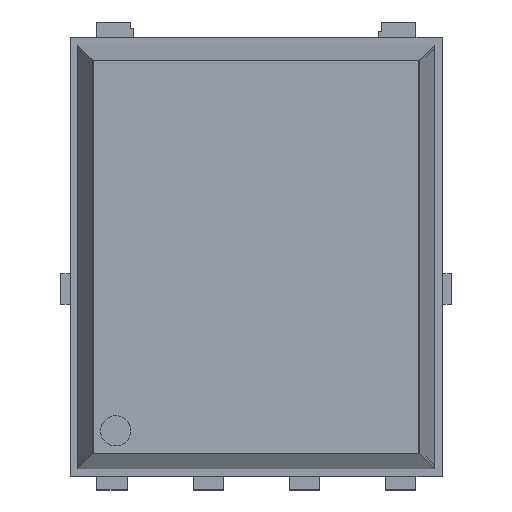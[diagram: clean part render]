
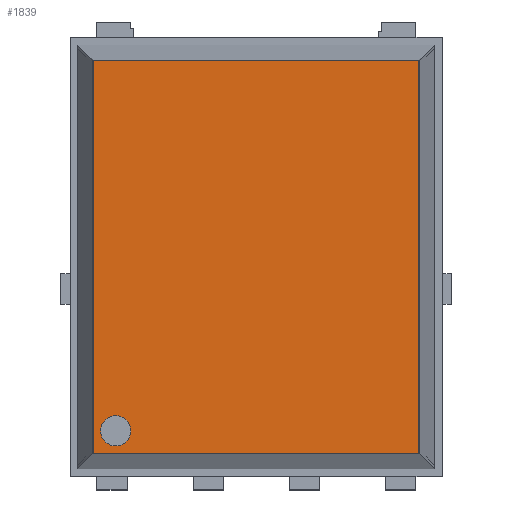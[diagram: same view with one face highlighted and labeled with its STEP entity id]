
A CAD part, top view. The second image highlights one B-rep face of the part: STEP entity #1839.
In plain terms, the highlighted planar face has unit normal (0, 0, 1).
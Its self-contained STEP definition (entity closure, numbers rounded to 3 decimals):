
#86 = DIRECTION ( 'NONE',  ( 0., -1., 0. ) ) ;
#203 = VERTEX_POINT ( 'NONE', #2041 ) ;
#234 = CARTESIAN_POINT ( 'NONE',  ( 2.15, -2.597, 0.12 ) ) ;
#278 = PLANE ( 'NONE',  #400 ) ;
#301 = DIRECTION ( 'NONE',  ( 0., 0., -1. ) ) ;
#306 = ORIENTED_EDGE ( 'NONE', *, *, #1067, .T. ) ;
#399 = CARTESIAN_POINT ( 'NONE',  ( -2.15, -2.597, 0.12 ) ) ;
#400 = AXIS2_PLACEMENT_3D ( 'NONE', #691, #301, #86 ) ;
#447 = VECTOR ( 'NONE', #1380, 1000. ) ;
#564 = LINE ( 'NONE', #1419, #447 ) ;
#678 = LINE ( 'NONE', #1315, #2303 ) ;
#682 = EDGE_CURVE ( 'NONE', #1865, #1146, #1920, .T. ) ;
#691 = CARTESIAN_POINT ( 'NONE',  ( -2.15, 2.597, 0.12 ) ) ;
#711 = CARTESIAN_POINT ( 'NONE',  ( -2.15, 2.597, 0.12 ) ) ;
#1049 = DIRECTION ( 'NONE',  ( 0., -1., 0. ) ) ;
#1067 = EDGE_CURVE ( 'NONE', #203, #1865, #678, .T. ) ;
#1112 = FACE_OUTER_BOUND ( 'NONE', #1645, .T. ) ;
#1146 = VERTEX_POINT ( 'NONE', #399 ) ;
#1287 = EDGE_CURVE ( 'NONE', #1146, #1599, #2577, .T. ) ;
#1315 = CARTESIAN_POINT ( 'NONE',  ( 2.15, 2.597, 0.12 ) ) ;
#1380 = DIRECTION ( 'NONE',  ( 0., 1., 0. ) ) ;
#1419 = CARTESIAN_POINT ( 'NONE',  ( 2.15, -2.597, 0.12 ) ) ;
#1599 = VERTEX_POINT ( 'NONE', #234 ) ;
#1645 = EDGE_LOOP ( 'NONE', ( #2290, #2027, #306, #2332 ) ) ;
#1710 = VECTOR ( 'NONE', #2197, 1000. ) ;
#1839 = ADVANCED_FACE ( 'NONE', ( #1112 ), #278, .F. ) ;
#1865 = VERTEX_POINT ( 'NONE', #711 ) ;
#1887 = EDGE_CURVE ( 'NONE', #1599, #203, #564, .T. ) ;
#1920 = LINE ( 'NONE', #2522, #1935 ) ;
#1935 = VECTOR ( 'NONE', #1049, 1000. ) ;
#2027 = ORIENTED_EDGE ( 'NONE', *, *, #1887, .T. ) ;
#2041 = CARTESIAN_POINT ( 'NONE',  ( 2.15, 2.597, 0.12 ) ) ;
#2154 = CARTESIAN_POINT ( 'NONE',  ( -2.15, -2.597, 0.12 ) ) ;
#2197 = DIRECTION ( 'NONE',  ( 1., 0., 0. ) ) ;
#2198 = DIRECTION ( 'NONE',  ( -1., 0., 0. ) ) ;
#2290 = ORIENTED_EDGE ( 'NONE', *, *, #1287, .T. ) ;
#2303 = VECTOR ( 'NONE', #2198, 1000. ) ;
#2332 = ORIENTED_EDGE ( 'NONE', *, *, #682, .T. ) ;
#2522 = CARTESIAN_POINT ( 'NONE',  ( -2.15, 2.597, 0.12 ) ) ;
#2577 = LINE ( 'NONE', #2154, #1710 ) ;
